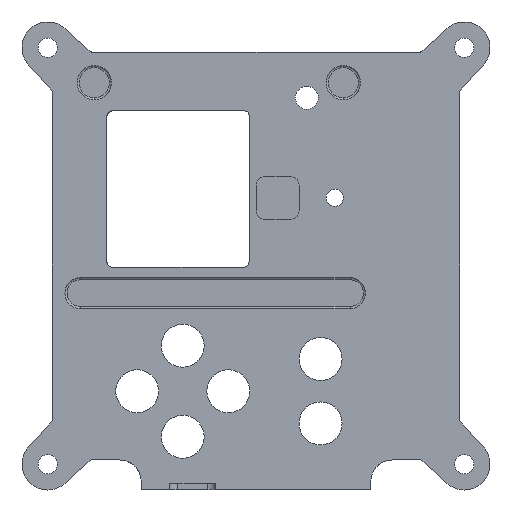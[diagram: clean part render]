
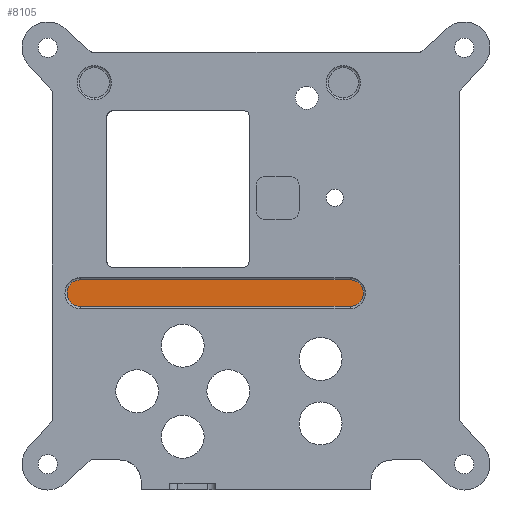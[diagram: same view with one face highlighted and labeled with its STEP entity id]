
A CAD part, front view. The second image highlights one B-rep face of the part: STEP entity #8105.
In plain terms, the highlighted planar face has unit normal (0, -1, 0).
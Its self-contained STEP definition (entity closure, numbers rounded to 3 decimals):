
#23 = DIRECTION ( 'NONE',  ( 0., -1., 0. ) ) ;
#1193 = CARTESIAN_POINT ( 'NONE',  ( 21.9, -3.5, -24.262 ) ) ;
#1258 = VERTEX_POINT ( 'NONE', #1193 ) ;
#1363 = ORIENTED_EDGE ( 'NONE', *, *, #6388, .T. ) ;
#1390 = CARTESIAN_POINT ( 'NONE',  ( -40.9, -3.5, -18.062 ) ) ;
#1453 = AXIS2_PLACEMENT_3D ( 'NONE', #5068, #23, #5913 ) ;
#1518 = PLANE ( 'NONE',  #2076 ) ;
#1597 = DIRECTION ( 'NONE',  ( -1., 0., 0. ) ) ;
#2076 = AXIS2_PLACEMENT_3D ( 'NONE', #8358, #3205, #9250 ) ;
#2641 = DIRECTION ( 'NONE',  ( 1., 0., 0. ) ) ;
#2996 = FACE_OUTER_BOUND ( 'NONE', #7749, .T. ) ;
#3061 = CARTESIAN_POINT ( 'NONE',  ( 21.9, -3.5, -21.162 ) ) ;
#3205 = DIRECTION ( 'NONE',  ( 0., 1., 0. ) ) ;
#3934 = DIRECTION ( 'NONE',  ( 0., 0., 1. ) ) ;
#4178 = VERTEX_POINT ( 'NONE', #1390 ) ;
#5068 = CARTESIAN_POINT ( 'NONE',  ( -40.9, -3.5, -21.162 ) ) ;
#5129 = CARTESIAN_POINT ( 'NONE',  ( -40.9, -3.5, -18.062 ) ) ;
#5176 = VERTEX_POINT ( 'NONE', #6575 ) ;
#5258 = CARTESIAN_POINT ( 'NONE',  ( 21.9, -3.5, -24.262 ) ) ;
#5438 = ORIENTED_EDGE ( 'NONE', *, *, #9386, .T. ) ;
#5680 = CIRCLE ( 'NONE', #6197, 3.1 ) ;
#5913 = DIRECTION ( 'NONE',  ( 0., 0., 1. ) ) ;
#6197 = AXIS2_PLACEMENT_3D ( 'NONE', #3061, #9122, #3934 ) ;
#6388 = EDGE_CURVE ( 'NONE', #7901, #1258, #10555, .T. ) ;
#6400 = CARTESIAN_POINT ( 'NONE',  ( -40.9, -3.5, -24.262 ) ) ;
#6575 = CARTESIAN_POINT ( 'NONE',  ( 21.9, -3.5, -18.062 ) ) ;
#6739 = EDGE_CURVE ( 'NONE', #4178, #7901, #8967, .T. ) ;
#7041 = VECTOR ( 'NONE', #1597, 1000. ) ;
#7170 = ORIENTED_EDGE ( 'NONE', *, *, #7174, .T. ) ;
#7174 = EDGE_CURVE ( 'NONE', #5176, #4178, #7490, .T. ) ;
#7490 = LINE ( 'NONE', #5129, #7041 ) ;
#7749 = EDGE_LOOP ( 'NONE', ( #5438, #7170, #9304, #1363 ) ) ;
#7901 = VERTEX_POINT ( 'NONE', #6400 ) ;
#8105 = ADVANCED_FACE ( 'NONE', ( #2996 ), #1518, .F. ) ;
#8358 = CARTESIAN_POINT ( 'NONE',  ( 0., -3.5, 0. ) ) ;
#8967 = CIRCLE ( 'NONE', #1453, 3.1 ) ;
#9122 = DIRECTION ( 'NONE',  ( 0., -1., 0. ) ) ;
#9250 = DIRECTION ( 'NONE',  ( 0., 0., 1. ) ) ;
#9304 = ORIENTED_EDGE ( 'NONE', *, *, #6739, .T. ) ;
#9386 = EDGE_CURVE ( 'NONE', #1258, #5176, #5680, .T. ) ;
#10427 = VECTOR ( 'NONE', #2641, 1000. ) ;
#10555 = LINE ( 'NONE', #5258, #10427 ) ;
